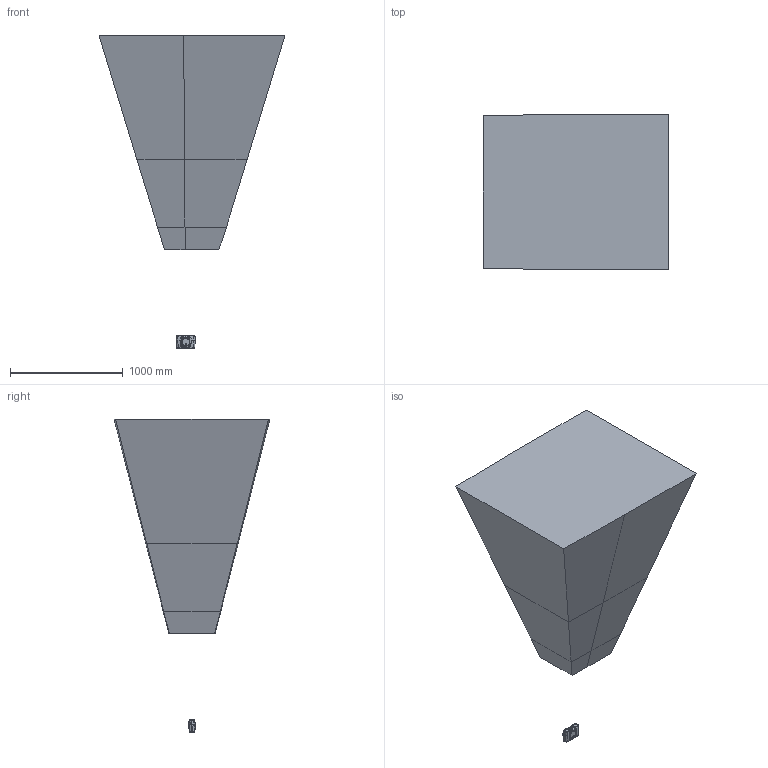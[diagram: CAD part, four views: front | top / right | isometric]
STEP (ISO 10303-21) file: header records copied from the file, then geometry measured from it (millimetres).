
FILE_DESCRIPTION (( 'STEP AP203' ), '1' );
FILE_NAME ('Zivid Two Plus M130 with FOV.STEP', '2024-02-23T11:29:32', ( '' ), ( '' ), 'SwSTEP 2.0', 'SolidWorks 2021', '' );
FILE_SCHEMA (( 'CONFIG_CONTROL_DESIGN' ));
Products named in the file (3): Zivid Two Plus Web; Zivid Two Plus M130 with FOV; Ronyx FOV
Assembly tree (2 placements, depth 2):
  Zivid Two Plus M130 with FOV
    Zivid Two Plus Web
    Ronyx FOV
Bounding box: 1646.31 x 1377.45 x 2778.6 mm (x, y, z)
Volume: 1980255027.3 mm3; surface area: 12439066.8 mm2
Topology: 4 solids, 4 shells, 3282 faces, 7955 edges, 4631 vertices
Faces by surface type: bspline 2869, plane 154, cylinder 89, torus 80, cone 70, sphere 20
Entity records: 515178 total; most frequent: CARTESIAN_POINT 462111, ORIENTED_EDGE 15786, EDGE_CURVE 7893, B_SPLINE_CURVE_WITH_KNOTS 6795, VERTEX_POINT 4631, EDGE_LOOP 3294, FACE_OUTER_BOUND 3282, ADVANCED_FACE 3282
